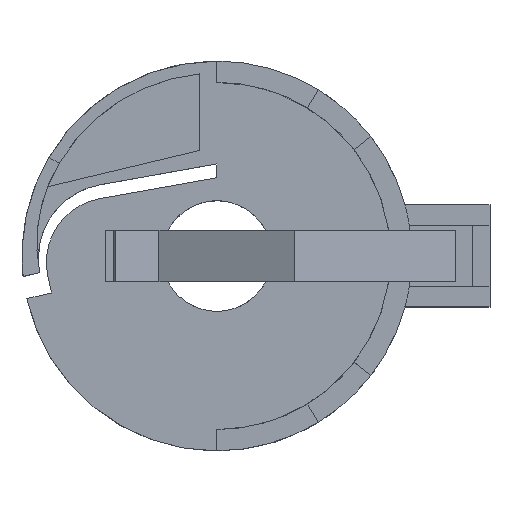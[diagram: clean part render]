
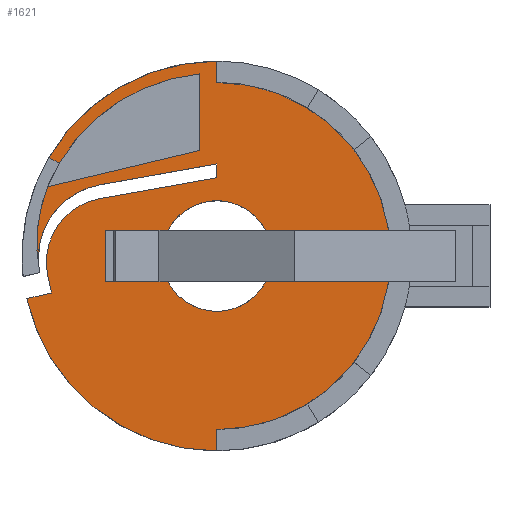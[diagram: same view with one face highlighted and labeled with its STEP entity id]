
A CAD part, top view. The second image highlights one B-rep face of the part: STEP entity #1621.
In plain terms, the highlighted planar face has unit normal (0, 0, 1).
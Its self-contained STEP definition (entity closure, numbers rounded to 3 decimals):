
#50=FACE_BOUND('',#201,.T.);
#58=CIRCLE('',#1710,9.057);
#63=CIRCLE('',#1718,4.374);
#64=CIRCLE('',#1719,3.796);
#65=CIRCLE('',#1720,11.45);
#66=CIRCLE('',#1721,10.2);
#67=CIRCLE('',#1722,11.45);
#68=CIRCLE('',#1723,10.75);
#69=CIRCLE('',#1724,3.25);
#70=CIRCLE('',#1725,3.25);
#112=FACE_OUTER_BOUND('',#200,.T.);
#200=EDGE_LOOP('',(#1084,#1085,#1086,#1087,#1088,#1089,#1090,#1091,#1092,
#1093,#1094,#1095,#1096,#1097,#1098,#1099,#1100));
#201=EDGE_LOOP('',(#1101,#1102,#1103,#1104,#1105,#1106,#1107,#1108));
#291=LINE('',#2297,#485);
#297=LINE('',#2323,#491);
#298=LINE('',#2325,#492);
#299=LINE('',#2327,#493);
#300=LINE('',#2331,#494);
#301=LINE('',#2333,#495);
#302=LINE('',#2337,#496);
#303=LINE('',#2341,#497);
#304=LINE('',#2346,#498);
#305=LINE('',#2347,#499);
#306=LINE('',#2350,#500);
#307=LINE('',#2352,#501);
#308=LINE('',#2354,#502);
#309=LINE('',#2358,#503);
#310=LINE('',#2360,#504);
#311=LINE('',#2362,#505);
#485=VECTOR('',#1841,0.7);
#491=VECTOR('',#1869,7.);
#492=VECTOR('',#1870,0.813);
#493=VECTOR('',#1871,7.);
#494=VECTOR('',#1874,1.);
#495=VECTOR('',#1875,1.5);
#496=VECTOR('',#1878,1.25);
#497=VECTOR('',#1881,1.25);
#498=VECTOR('',#1886,4.5);
#499=VECTOR('',#1887,9.2);
#500=VECTOR('',#1888,3.667);
#501=VECTOR('',#1889,3.);
#502=VECTOR('',#1890,3.667);
#503=VECTOR('',#1893,2.567);
#504=VECTOR('',#1894,3.);
#505=VECTOR('',#1895,2.567);
#679=VERTEX_POINT('',#2295);
#680=VERTEX_POINT('',#2296);
#684=VERTEX_POINT('',#2305);
#685=VERTEX_POINT('',#2307);
#688=VERTEX_POINT('',#2320);
#689=VERTEX_POINT('',#2322);
#690=VERTEX_POINT('',#2324);
#691=VERTEX_POINT('',#2326);
#692=VERTEX_POINT('',#2328);
#693=VERTEX_POINT('',#2330);
#694=VERTEX_POINT('',#2332);
#695=VERTEX_POINT('',#2334);
#696=VERTEX_POINT('',#2336);
#697=VERTEX_POINT('',#2338);
#698=VERTEX_POINT('',#2340);
#699=VERTEX_POINT('',#2343);
#700=VERTEX_POINT('',#2345);
#701=VERTEX_POINT('',#2348);
#702=VERTEX_POINT('',#2349);
#703=VERTEX_POINT('',#2351);
#704=VERTEX_POINT('',#2353);
#705=VERTEX_POINT('',#2355);
#706=VERTEX_POINT('',#2357);
#707=VERTEX_POINT('',#2359);
#708=VERTEX_POINT('',#2361);
#832=EDGE_CURVE('',#679,#680,#291,.T.);
#837=EDGE_CURVE('',#685,#684,#58,.T.);
#844=EDGE_CURVE('',#684,#688,#63,.T.);
#845=EDGE_CURVE('',#688,#689,#297,.T.);
#846=EDGE_CURVE('',#689,#690,#298,.T.);
#847=EDGE_CURVE('',#690,#691,#299,.T.);
#848=EDGE_CURVE('',#691,#692,#64,.T.);
#849=EDGE_CURVE('',#692,#693,#300,.T.);
#850=EDGE_CURVE('',#693,#694,#301,.T.);
#851=EDGE_CURVE('',#694,#695,#65,.T.);
#852=EDGE_CURVE('',#695,#696,#302,.T.);
#853=EDGE_CURVE('',#696,#697,#66,.T.);
#854=EDGE_CURVE('',#697,#698,#303,.T.);
#855=EDGE_CURVE('',#698,#679,#67,.T.);
#856=EDGE_CURVE('',#680,#699,#68,.T.);
#857=EDGE_CURVE('',#699,#700,#304,.T.);
#858=EDGE_CURVE('',#700,#685,#305,.T.);
#859=EDGE_CURVE('',#701,#702,#306,.T.);
#860=EDGE_CURVE('',#702,#703,#307,.T.);
#861=EDGE_CURVE('',#703,#704,#308,.T.);
#862=EDGE_CURVE('',#704,#705,#69,.T.);
#863=EDGE_CURVE('',#705,#706,#309,.T.);
#864=EDGE_CURVE('',#706,#707,#310,.T.);
#865=EDGE_CURVE('',#707,#708,#311,.T.);
#866=EDGE_CURVE('',#708,#701,#70,.T.);
#1084=ORIENTED_EDGE('',*,*,#837,.T.);
#1085=ORIENTED_EDGE('',*,*,#844,.T.);
#1086=ORIENTED_EDGE('',*,*,#845,.T.);
#1087=ORIENTED_EDGE('',*,*,#846,.T.);
#1088=ORIENTED_EDGE('',*,*,#847,.T.);
#1089=ORIENTED_EDGE('',*,*,#848,.T.);
#1090=ORIENTED_EDGE('',*,*,#849,.T.);
#1091=ORIENTED_EDGE('',*,*,#850,.T.);
#1092=ORIENTED_EDGE('',*,*,#851,.T.);
#1093=ORIENTED_EDGE('',*,*,#852,.T.);
#1094=ORIENTED_EDGE('',*,*,#853,.T.);
#1095=ORIENTED_EDGE('',*,*,#854,.T.);
#1096=ORIENTED_EDGE('',*,*,#855,.T.);
#1097=ORIENTED_EDGE('',*,*,#832,.T.);
#1098=ORIENTED_EDGE('',*,*,#856,.T.);
#1099=ORIENTED_EDGE('',*,*,#857,.T.);
#1100=ORIENTED_EDGE('',*,*,#858,.T.);
#1101=ORIENTED_EDGE('',*,*,#859,.T.);
#1102=ORIENTED_EDGE('',*,*,#860,.T.);
#1103=ORIENTED_EDGE('',*,*,#861,.T.);
#1104=ORIENTED_EDGE('',*,*,#862,.T.);
#1105=ORIENTED_EDGE('',*,*,#863,.T.);
#1106=ORIENTED_EDGE('',*,*,#864,.T.);
#1107=ORIENTED_EDGE('',*,*,#865,.T.);
#1108=ORIENTED_EDGE('',*,*,#866,.T.);
#1543=PLANE('',#1717);
#1621=ADVANCED_FACE('',(#112,#50),#1543,.T.);
#1710=AXIS2_PLACEMENT_3D('',#2308,#1849,#1850);
#1717=AXIS2_PLACEMENT_3D('',#2319,#1865,#1866);
#1718=AXIS2_PLACEMENT_3D('',#2321,#1867,#1868);
#1719=AXIS2_PLACEMENT_3D('',#2329,#1872,#1873);
#1720=AXIS2_PLACEMENT_3D('',#2335,#1876,#1877);
#1721=AXIS2_PLACEMENT_3D('',#2339,#1879,#1880);
#1722=AXIS2_PLACEMENT_3D('',#2342,#1882,#1883);
#1723=AXIS2_PLACEMENT_3D('',#2344,#1884,#1885);
#1724=AXIS2_PLACEMENT_3D('',#2356,#1891,#1892);
#1725=AXIS2_PLACEMENT_3D('',#2363,#1896,#1897);
#1841=DIRECTION('',(0.862,-0.507,0.));
#1849=DIRECTION('center_axis',(0.,0.,1.));
#1850=DIRECTION('ref_axis',(0.855,-0.518,0.));
#1865=DIRECTION('center_axis',(0.,0.,1.));
#1866=DIRECTION('ref_axis',(1.,0.,0.));
#1867=DIRECTION('center_axis',(0.,0.,-1.));
#1868=DIRECTION('ref_axis',(-0.176,0.984,0.));
#1869=DIRECTION('',(0.984,0.176,0.));
#1870=DIRECTION('',(0.,-1.,0.));
#1871=DIRECTION('',(-0.984,-0.176,0.));
#1872=DIRECTION('center_axis',(0.,0.,1.));
#1873=DIRECTION('ref_axis',(0.176,-0.984,0.));
#1874=DIRECTION('',(0.218,-0.976,0.));
#1875=DIRECTION('',(-0.976,-0.218,0.));
#1876=DIRECTION('center_axis',(0.,0.,1.));
#1877=DIRECTION('ref_axis',(1.,0.,0.));
#1878=DIRECTION('',(0.,1.,0.));
#1879=DIRECTION('center_axis',(0.,0.,1.));
#1880=DIRECTION('ref_axis',(0.,1.,0.));
#1881=DIRECTION('',(0.,1.,0.));
#1882=DIRECTION('center_axis',(0.,0.,1.));
#1883=DIRECTION('ref_axis',(1.,0.,0.));
#1884=DIRECTION('center_axis',(0.,0.,-1.));
#1885=DIRECTION('ref_axis',(0.,1.,0.));
#1886=DIRECTION('',(0.,-1.,0.));
#1887=DIRECTION('',(-0.973,-0.232,0.));
#1888=DIRECTION('',(-1.,0.,0.));
#1889=DIRECTION('',(0.,1.,0.));
#1890=DIRECTION('',(1.,0.,0.));
#1891=DIRECTION('center_axis',(0.,0.,-1.));
#1892=DIRECTION('ref_axis',(-1.,0.,0.));
#1893=DIRECTION('',(1.,0.,0.));
#1894=DIRECTION('',(0.,-1.,0.));
#1895=DIRECTION('',(-1.,0.,0.));
#1896=DIRECTION('center_axis',(0.,0.,-1.));
#1897=DIRECTION('ref_axis',(-1.,0.,0.));
#2295=CARTESIAN_POINT('',(-9.872,5.8,1.9));
#2296=CARTESIAN_POINT('',(-9.269,5.445,1.9));
#2297=CARTESIAN_POINT('',(-0.218,0.128,1.9));
#2305=CARTESIAN_POINT('',(-10.426,-0.904,1.9));
#2307=CARTESIAN_POINT('',(-9.949,4.071,1.9));
#2308=CARTESIAN_POINT('Origin',(-1.522,0.753,1.9));
#2319=CARTESIAN_POINT('Origin',(7.175,-8.013,1.9));
#2320=CARTESIAN_POINT('',(-6.891,4.182,1.9));
#2321=CARTESIAN_POINT('Origin',(-6.122,-0.124,1.9));
#2322=CARTESIAN_POINT('',(0.,5.413,1.9));
#2323=CARTESIAN_POINT('',(-1.131,5.211,1.9));
#2324=CARTESIAN_POINT('',(0.,4.6,1.9));
#2325=CARTESIAN_POINT('',(0.,-1.3,1.9));
#2326=CARTESIAN_POINT('',(-6.891,3.369,1.9));
#2327=CARTESIAN_POINT('',(2.385,5.026,1.9));
#2328=CARTESIAN_POINT('',(-9.928,-1.197,1.9));
#2329=CARTESIAN_POINT('Origin',(-6.224,-0.368,1.9));
#2330=CARTESIAN_POINT('',(-9.71,-2.172,1.9));
#2331=CARTESIAN_POINT('',(-8.794,-6.265,1.9));
#2332=CARTESIAN_POINT('',(-11.174,-2.5,1.9));
#2333=CARTESIAN_POINT('',(-2.292,-0.513,1.9));
#2334=CARTESIAN_POINT('',(0.,-11.45,1.9));
#2335=CARTESIAN_POINT('Origin',(0.,0.,1.9));
#2336=CARTESIAN_POINT('',(0.,-10.2,1.9));
#2337=CARTESIAN_POINT('',(0.,-9.107,1.9));
#2338=CARTESIAN_POINT('',(0.,10.2,1.9));
#2339=CARTESIAN_POINT('Origin',(0.,0.,1.9));
#2340=CARTESIAN_POINT('',(0.,11.45,1.9));
#2341=CARTESIAN_POINT('',(0.,1.718,1.9));
#2342=CARTESIAN_POINT('Origin',(0.,0.,1.9));
#2343=CARTESIAN_POINT('',(-1.,10.703,1.9));
#2344=CARTESIAN_POINT('Origin',(0.,0.,1.9));
#2345=CARTESIAN_POINT('',(-1.,6.203,1.9));
#2346=CARTESIAN_POINT('',(-1.,1.345,1.9));
#2347=CARTESIAN_POINT('',(1.265,6.743,1.9));
#2348=CARTESIAN_POINT('',(-2.883,-1.5,1.9));
#2349=CARTESIAN_POINT('',(-6.55,-1.5,1.9));
#2350=CARTESIAN_POINT('',(0.612,-1.5,1.9));
#2351=CARTESIAN_POINT('',(-6.55,1.5,1.9));
#2352=CARTESIAN_POINT('',(-6.55,-3.807,1.9));
#2353=CARTESIAN_POINT('',(-2.883,1.5,1.9));
#2354=CARTESIAN_POINT('',(0.312,1.5,1.9));
#2355=CARTESIAN_POINT('',(2.883,1.5,1.9));
#2356=CARTESIAN_POINT('Origin',(0.,0.,1.9));
#2357=CARTESIAN_POINT('',(5.45,1.5,1.9));
#2358=CARTESIAN_POINT('',(0.312,1.5,1.9));
#2359=CARTESIAN_POINT('',(5.45,-1.5,1.9));
#2360=CARTESIAN_POINT('',(5.45,-4.007,1.9));
#2361=CARTESIAN_POINT('',(2.883,-1.5,1.9));
#2362=CARTESIAN_POINT('',(0.312,-1.5,1.9));
#2363=CARTESIAN_POINT('Origin',(0.,0.,1.9));
